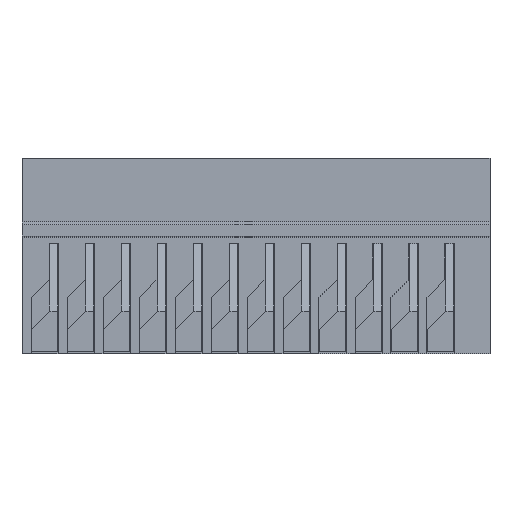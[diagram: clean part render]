
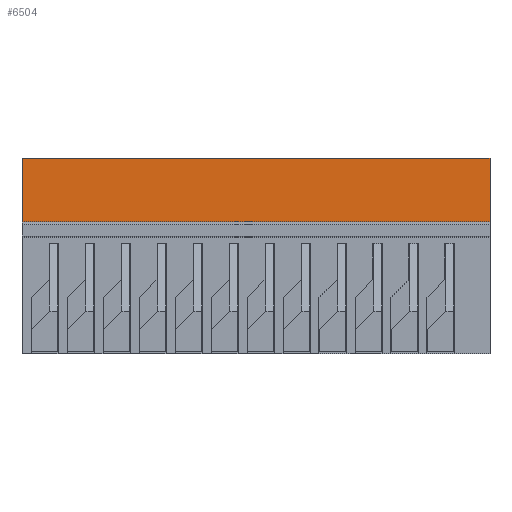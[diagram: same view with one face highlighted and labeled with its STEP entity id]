
A CAD part, top view. The second image highlights one B-rep face of the part: STEP entity #6504.
In plain terms, the highlighted planar face has unit normal (0, 0, 1).
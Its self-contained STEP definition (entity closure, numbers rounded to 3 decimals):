
#63 = PLANE('',#64);
#64 = AXIS2_PLACEMENT_3D('',#65,#66,#67);
#65 = CARTESIAN_POINT('',(0.,-1.382,
    5.472));
#66 = DIRECTION('',(1.,0.,0.));
#67 = DIRECTION('',(0.,0.,1.));
#119 = PLANE('',#120);
#120 = AXIS2_PLACEMENT_3D('',#121,#122,#123);
#121 = CARTESIAN_POINT('',(33.02,-1.382,5.472));
#122 = DIRECTION('',(1.,0.,0.));
#123 = DIRECTION('',(0.,0.,1.));
#1840 = VERTEX_POINT('',#1841);
#1841 = CARTESIAN_POINT('',(0.,5.4,11.));
#1855 = PLANE('',#1856);
#1856 = AXIS2_PLACEMENT_3D('',#1857,#1858,#1859);
#1857 = CARTESIAN_POINT('',(0.,5.4,0.)
  );
#1858 = DIRECTION('',(0.,-1.,0.));
#1859 = DIRECTION('',(0.,0.,1.));
#1867 = EDGE_CURVE('',#1840,#1868,#1870,.T.);
#1868 = VERTEX_POINT('',#1869);
#1869 = CARTESIAN_POINT('',(0.,0.9,11.));
#1870 = SURFACE_CURVE('',#1871,(#1875,#1882),.PCURVE_S1.);
#1871 = LINE('',#1872,#1873);
#1872 = CARTESIAN_POINT('',(0.,5.4,11.));
#1873 = VECTOR('',#1874,1.);
#1874 = DIRECTION('',(0.,-1.,0.));
#1875 = PCURVE('',#63,#1876);
#1876 = DEFINITIONAL_REPRESENTATION('',(#1877),#1881);
#1877 = LINE('',#1878,#1879);
#1878 = CARTESIAN_POINT('',(5.528,-6.782));
#1879 = VECTOR('',#1880,1.);
#1880 = DIRECTION('',(0.,1.));
#1881 = ( GEOMETRIC_REPRESENTATION_CONTEXT(2) 
PARAMETRIC_REPRESENTATION_CONTEXT() REPRESENTATION_CONTEXT('2D SPACE',''
  ) );
#1882 = PCURVE('',#1883,#1888);
#1883 = PLANE('',#1884);
#1884 = AXIS2_PLACEMENT_3D('',#1885,#1886,#1887);
#1885 = CARTESIAN_POINT('',(0.,5.4,11.));
#1886 = DIRECTION('',(0.,0.,-1.));
#1887 = DIRECTION('',(0.,-1.,0.));
#1888 = DEFINITIONAL_REPRESENTATION('',(#1889),#1893);
#1889 = LINE('',#1890,#1891);
#1890 = CARTESIAN_POINT('',(0.,0.));
#1891 = VECTOR('',#1892,1.);
#1892 = DIRECTION('',(1.,0.));
#1893 = ( GEOMETRIC_REPRESENTATION_CONTEXT(2) 
PARAMETRIC_REPRESENTATION_CONTEXT() REPRESENTATION_CONTEXT('2D SPACE',''
  ) );
#1911 = PLANE('',#1912);
#1912 = AXIS2_PLACEMENT_3D('',#1913,#1914,#1915);
#1913 = CARTESIAN_POINT('',(0.,0.9,11.));
#1914 = DIRECTION('',(0.,-0.894,-0.447));
#1915 = DIRECTION('',(0.,-0.447,0.894));
#5677 = VERTEX_POINT('',#5678);
#5678 = CARTESIAN_POINT('',(33.02,5.4,11.));
#5699 = EDGE_CURVE('',#5677,#5700,#5702,.T.);
#5700 = VERTEX_POINT('',#5701);
#5701 = CARTESIAN_POINT('',(33.02,0.9,11.));
#5702 = SURFACE_CURVE('',#5703,(#5707,#5714),.PCURVE_S1.);
#5703 = LINE('',#5704,#5705);
#5704 = CARTESIAN_POINT('',(33.02,5.4,11.));
#5705 = VECTOR('',#5706,1.);
#5706 = DIRECTION('',(0.,-1.,0.));
#5707 = PCURVE('',#119,#5708);
#5708 = DEFINITIONAL_REPRESENTATION('',(#5709),#5713);
#5709 = LINE('',#5710,#5711);
#5710 = CARTESIAN_POINT('',(5.528,-6.782));
#5711 = VECTOR('',#5712,1.);
#5712 = DIRECTION('',(0.,1.));
#5713 = ( GEOMETRIC_REPRESENTATION_CONTEXT(2) 
PARAMETRIC_REPRESENTATION_CONTEXT() REPRESENTATION_CONTEXT('2D SPACE',''
  ) );
#5714 = PCURVE('',#1883,#5715);
#5715 = DEFINITIONAL_REPRESENTATION('',(#5716),#5720);
#5716 = LINE('',#5717,#5718);
#5717 = CARTESIAN_POINT('',(0.,-33.02));
#5718 = VECTOR('',#5719,1.);
#5719 = DIRECTION('',(1.,0.));
#5720 = ( GEOMETRIC_REPRESENTATION_CONTEXT(2) 
PARAMETRIC_REPRESENTATION_CONTEXT() REPRESENTATION_CONTEXT('2D SPACE',''
  ) );
#6483 = EDGE_CURVE('',#1840,#5677,#6484,.T.);
#6484 = SURFACE_CURVE('',#6485,(#6489,#6496),.PCURVE_S1.);
#6485 = LINE('',#6486,#6487);
#6486 = CARTESIAN_POINT('',(0.,5.4,11.));
#6487 = VECTOR('',#6488,1.);
#6488 = DIRECTION('',(1.,0.,0.));
#6489 = PCURVE('',#1855,#6490);
#6490 = DEFINITIONAL_REPRESENTATION('',(#6491),#6495);
#6491 = LINE('',#6492,#6493);
#6492 = CARTESIAN_POINT('',(11.,0.));
#6493 = VECTOR('',#6494,1.);
#6494 = DIRECTION('',(0.,-1.));
#6495 = ( GEOMETRIC_REPRESENTATION_CONTEXT(2) 
PARAMETRIC_REPRESENTATION_CONTEXT() REPRESENTATION_CONTEXT('2D SPACE',''
  ) );
#6496 = PCURVE('',#1883,#6497);
#6497 = DEFINITIONAL_REPRESENTATION('',(#6498),#6502);
#6498 = LINE('',#6499,#6500);
#6499 = CARTESIAN_POINT('',(0.,0.));
#6500 = VECTOR('',#6501,1.);
#6501 = DIRECTION('',(0.,-1.));
#6502 = ( GEOMETRIC_REPRESENTATION_CONTEXT(2) 
PARAMETRIC_REPRESENTATION_CONTEXT() REPRESENTATION_CONTEXT('2D SPACE',''
  ) );
#6504 = ADVANCED_FACE('',(#6505),#1883,.F.);
#6505 = FACE_BOUND('',#6506,.F.);
#6506 = EDGE_LOOP('',(#6507,#6508,#6509,#6530));
#6507 = ORIENTED_EDGE('',*,*,#6483,.T.);
#6508 = ORIENTED_EDGE('',*,*,#5699,.T.);
#6509 = ORIENTED_EDGE('',*,*,#6510,.F.);
#6510 = EDGE_CURVE('',#1868,#5700,#6511,.T.);
#6511 = SURFACE_CURVE('',#6512,(#6516,#6523),.PCURVE_S1.);
#6512 = LINE('',#6513,#6514);
#6513 = CARTESIAN_POINT('',(0.,0.9,11.));
#6514 = VECTOR('',#6515,1.);
#6515 = DIRECTION('',(1.,0.,0.));
#6516 = PCURVE('',#1883,#6517);
#6517 = DEFINITIONAL_REPRESENTATION('',(#6518),#6522);
#6518 = LINE('',#6519,#6520);
#6519 = CARTESIAN_POINT('',(4.5,0.));
#6520 = VECTOR('',#6521,1.);
#6521 = DIRECTION('',(0.,-1.));
#6522 = ( GEOMETRIC_REPRESENTATION_CONTEXT(2) 
PARAMETRIC_REPRESENTATION_CONTEXT() REPRESENTATION_CONTEXT('2D SPACE',''
  ) );
#6523 = PCURVE('',#1911,#6524);
#6524 = DEFINITIONAL_REPRESENTATION('',(#6525),#6529);
#6525 = LINE('',#6526,#6527);
#6526 = CARTESIAN_POINT('',(0.,0.));
#6527 = VECTOR('',#6528,1.);
#6528 = DIRECTION('',(0.,-1.));
#6529 = ( GEOMETRIC_REPRESENTATION_CONTEXT(2) 
PARAMETRIC_REPRESENTATION_CONTEXT() REPRESENTATION_CONTEXT('2D SPACE',''
  ) );
#6530 = ORIENTED_EDGE('',*,*,#1867,.F.);
